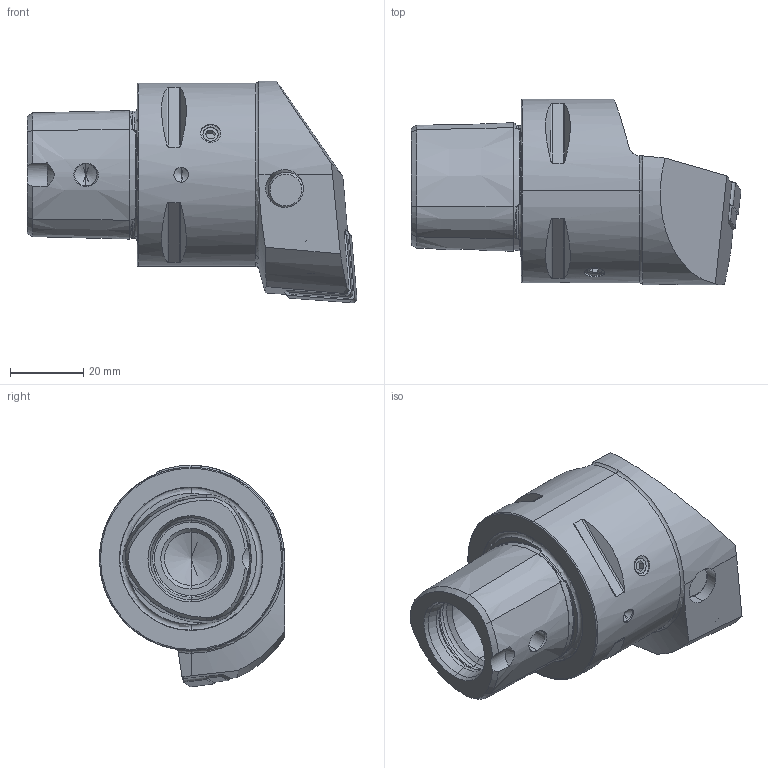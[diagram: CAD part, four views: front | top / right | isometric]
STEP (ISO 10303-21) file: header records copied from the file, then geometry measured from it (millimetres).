
FILE_DESCRIPTION (( 'STEP AP214' ), '1' );
FILE_NAME ('PS5.PCF.RLA.060.STEP', '2025-05-12T10:24:49', ( '' ), ( '' ), 'SwSTEP 2.0', 'SolidWorks 2022', '' );
FILE_SCHEMA (( 'AUTOMOTIVE_DESIGN' ));
Length unit declared in the file: millimetre
Products named in the file (8): WCF-ER1.101.000; WCF-ER3.101.000_A; CNMG190612; ISO 4026 - M5 x 5; PS5-PCF.RLA.060_A_Fertigbearbeitung; WCF-ER2.101.004_A; PS5.PCF.RLA.060; WCF-ER4.101.027_A
Assembly tree (7 placements, depth 2):
  PS5.PCF.RLA.060
    PS5-PCF.RLA.060_A_Fertigbearbeitung
    CNMG190612
    WCF-ER2.101.004_A
    WCF-ER4.101.027_A
    WCF-ER3.101.000_A
    ISO 4026 - M5 x 5
    WCF-ER1.101.000
Bounding box: 89.87 x 50.5 x 60.38 mm (x, y, z)
Volume: 101743.7 mm3; surface area: 25113.5 mm2
Topology: 7 solids, 7 shells, 341 faces, 823 edges, 493 vertices
Faces by surface type: plane 109, cone 94, cylinder 81, torus 40, bspline 17
Entity records: 11439 total; most frequent: CARTESIAN_POINT 3378, ORIENTED_EDGE 1618, DIRECTION 1573, EDGE_CURVE 809, AXIS2_PLACEMENT_3D 607, VERTEX_POINT 493, EDGE_LOOP 366, VECTOR 359
